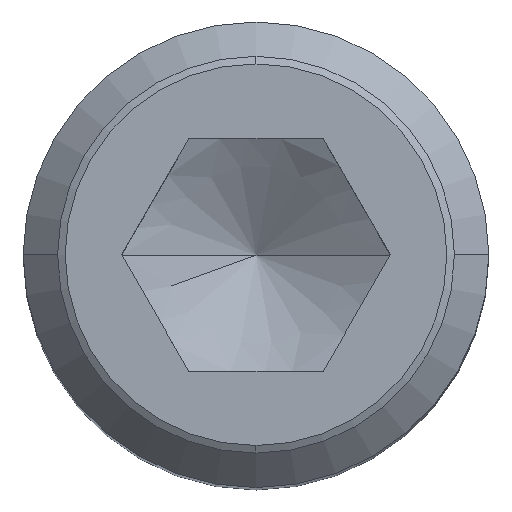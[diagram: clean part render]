
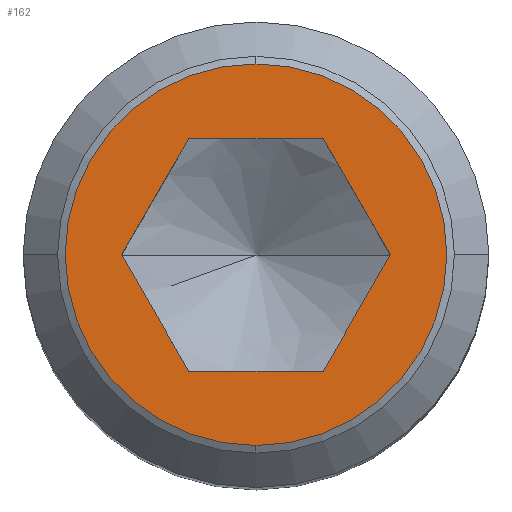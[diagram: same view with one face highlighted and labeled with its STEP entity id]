
A CAD part, top view. The second image highlights one B-rep face of the part: STEP entity #162.
In plain terms, the highlighted planar face has unit normal (0, 0, 1).
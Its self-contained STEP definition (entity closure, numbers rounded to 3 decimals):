
#162=ADVANCED_FACE('',(#384,#385),#386,.T.);
#168=VERTEX_POINT('',#393);
#170=VERTEX_POINT('',#395);
#172=EDGE_CURVE('',#168,#212,#397,.T.);
#182=EDGE_CURVE('',#282,#188,#408,.T.);
#188=VERTEX_POINT('',#414);
#194=EDGE_CURVE('',#188,#244,#420,.T.);
#212=VERTEX_POINT('',#439);
#234=EDGE_CURVE('',#244,#326,#463,.T.);
#244=VERTEX_POINT('',#475);
#268=EDGE_CURVE('',#306,#282,#501,.T.);
#282=VERTEX_POINT('',#517);
#284=EDGE_CURVE('',#170,#306,#519,.T.);
#292=EDGE_CURVE('',#212,#168,#527,.T.);
#306=VERTEX_POINT('',#543);
#324=EDGE_CURVE('',#326,#170,#564,.T.);
#326=VERTEX_POINT('',#566);
#384=FACE_BOUND('',#632,.T.);
#385=FACE_OUTER_BOUND('',#633,.T.);
#386=PLANE('',#634);
#393=CARTESIAN_POINT('',(0.,-2.459,0.));
#395=CARTESIAN_POINT('',(0.866,-1.5,0.));
#397=CIRCLE('',#646,2.459);
#408=LINE('',#662,#663);
#414=CARTESIAN_POINT('',(-0.866,1.5,0.));
#420=LINE('',#688,#689);
#439=CARTESIAN_POINT('',(0.,2.459,0.));
#463=LINE('',#766,#767);
#475=CARTESIAN_POINT('',(0.866,1.5,0.));
#501=LINE('',#826,#827);
#517=CARTESIAN_POINT('',(-1.732,0.0,0.));
#519=LINE('',#858,#859);
#527=CIRCLE('',#872,2.459);
#543=CARTESIAN_POINT('',(-0.866,-1.5,0.));
#564=LINE('',#917,#918);
#566=CARTESIAN_POINT('',(1.732,0.0,0.));
#632=EDGE_LOOP('',(#975,#976,#977,#978,#979,#980));
#633=EDGE_LOOP('',(#981,#982));
#634=AXIS2_PLACEMENT_3D('',#983,#984,#985);
#646=AXIS2_PLACEMENT_3D('',#994,#995,#996);
#662=CARTESIAN_POINT('',(-1.083,1.125,0.));
#663=VECTOR('',#1012,1.0);
#688=CARTESIAN_POINT('',(0.433,1.5,0.));
#689=VECTOR('',#1014,1.0);
#766=CARTESIAN_POINT('',(1.516,0.375,0.));
#767=VECTOR('',#1055,1.0);
#826=CARTESIAN_POINT('',(-1.516,-0.375,0.));
#827=VECTOR('',#1105,1.0);
#858=CARTESIAN_POINT('',(-0.433,-1.5,0.));
#859=VECTOR('',#1123,1.0);
#872=AXIS2_PLACEMENT_3D('',#1126,#1127,#1128);
#917=CARTESIAN_POINT('',(1.083,-1.125,0.));
#918=VECTOR('',#1177,1.0);
#975=ORIENTED_EDGE('',*,*,#268,.T.);
#976=ORIENTED_EDGE('',*,*,#182,.T.);
#977=ORIENTED_EDGE('',*,*,#194,.T.);
#978=ORIENTED_EDGE('',*,*,#234,.T.);
#979=ORIENTED_EDGE('',*,*,#324,.T.);
#980=ORIENTED_EDGE('',*,*,#284,.T.);
#981=ORIENTED_EDGE('',*,*,#292,.T.);
#982=ORIENTED_EDGE('',*,*,#172,.T.);
#983=CARTESIAN_POINT('',(-2.116,0.,0.));
#984=DIRECTION('',(0.0,0.0,1.0));
#985=DIRECTION('',(-1.0,0.,0.0));
#994=CARTESIAN_POINT('',(0.,0.,0.));
#995=DIRECTION('',(0.0,0.0,1.0));
#996=DIRECTION('',(0.,1.0,0.0));
#1012=DIRECTION('',(0.5,0.866,0.));
#1014=DIRECTION('',(1.0,0.0,0.0));
#1055=DIRECTION('',(0.5,-0.866,0.));
#1105=DIRECTION('',(-0.5,0.866,0.));
#1123=DIRECTION('',(-1.0,0.0,0.0));
#1126=CARTESIAN_POINT('',(0.,0.,0.));
#1127=DIRECTION('',(0.0,0.0,1.0));
#1128=DIRECTION('',(0.,1.0,0.0));
#1177=DIRECTION('',(-0.5,-0.866,0.));
